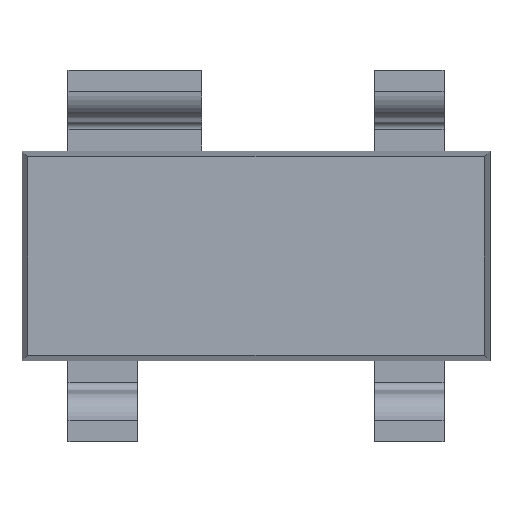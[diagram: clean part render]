
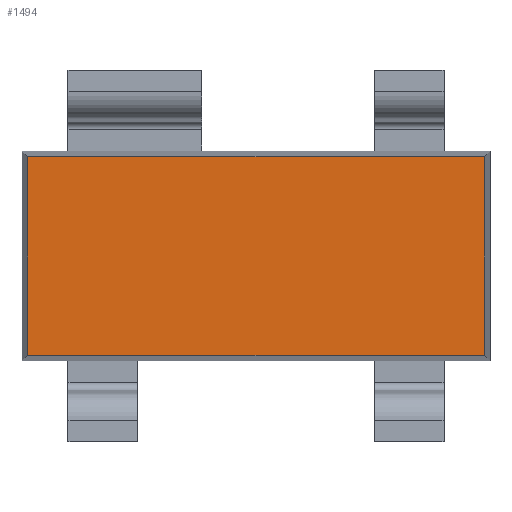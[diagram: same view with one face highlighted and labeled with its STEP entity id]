
A CAD part, front view. The second image highlights one B-rep face of the part: STEP entity #1494.
In plain terms, the highlighted planar face has unit normal (0, -1, 0).
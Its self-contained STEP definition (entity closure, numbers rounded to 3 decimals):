
#48 = LINE ( 'NONE', #1513, #2173 ) ;
#110 = ORIENTED_EDGE ( 'NONE', *, *, #519, .F. ) ;
#169 = EDGE_LOOP ( 'NONE', ( #982, #1332, #371, #110 ) ) ;
#294 = EDGE_CURVE ( 'NONE', #2497, #900, #48, .T. ) ;
#295 = CARTESIAN_POINT ( 'NONE',  ( -1.415, -0.4, 0.615 ) ) ;
#371 = ORIENTED_EDGE ( 'NONE', *, *, #2063, .F. ) ;
#422 = DIRECTION ( 'NONE',  ( 1., 0., 0. ) ) ;
#519 = EDGE_CURVE ( 'NONE', #2599, #2286, #1604, .T. ) ;
#900 = VERTEX_POINT ( 'NONE', #1272 ) ;
#982 = ORIENTED_EDGE ( 'NONE', *, *, #1649, .F. ) ;
#1065 = VECTOR ( 'NONE', #422, 1000. ) ;
#1136 = VECTOR ( 'NONE', #2559, 1000. ) ;
#1272 = CARTESIAN_POINT ( 'NONE',  ( -1.415, -0.4, -0.615 ) ) ;
#1332 = ORIENTED_EDGE ( 'NONE', *, *, #294, .F. ) ;
#1409 = LINE ( 'NONE', #2509, #2437 ) ;
#1494 = ADVANCED_FACE ( 'NONE', ( #1669 ), #1556, .F. ) ;
#1513 = CARTESIAN_POINT ( 'NONE',  ( 0., -0.4, -0.615 ) ) ;
#1556 = PLANE ( 'NONE',  #2370 ) ;
#1573 = LINE ( 'NONE', #2549, #1136 ) ;
#1604 = LINE ( 'NONE', #2637, #1065 ) ;
#1649 = EDGE_CURVE ( 'NONE', #900, #2599, #1409, .T. ) ;
#1669 = FACE_OUTER_BOUND ( 'NONE', #169, .T. ) ;
#1740 = DIRECTION ( 'NONE',  ( 0., 0., 1. ) ) ;
#1936 = DIRECTION ( 'NONE',  ( 0., 1., 0. ) ) ;
#1948 = CARTESIAN_POINT ( 'NONE',  ( 1.415, -0.4, 0.615 ) ) ;
#2063 = EDGE_CURVE ( 'NONE', #2286, #2497, #1573, .T. ) ;
#2065 = CARTESIAN_POINT ( 'NONE',  ( 1.415, -0.4, -0.615 ) ) ;
#2098 = DIRECTION ( 'NONE',  ( 0., 0., 1. ) ) ;
#2173 = VECTOR ( 'NONE', #2541, 1000. ) ;
#2286 = VERTEX_POINT ( 'NONE', #1948 ) ;
#2342 = CARTESIAN_POINT ( 'NONE',  ( 0., -0.4, 0. ) ) ;
#2370 = AXIS2_PLACEMENT_3D ( 'NONE', #2342, #1936, #1740 ) ;
#2437 = VECTOR ( 'NONE', #2098, 1000. ) ;
#2497 = VERTEX_POINT ( 'NONE', #2065 ) ;
#2509 = CARTESIAN_POINT ( 'NONE',  ( -1.415, -0.4, 0. ) ) ;
#2541 = DIRECTION ( 'NONE',  ( -1., 0., 0. ) ) ;
#2549 = CARTESIAN_POINT ( 'NONE',  ( 1.415, -0.4, 0. ) ) ;
#2559 = DIRECTION ( 'NONE',  ( 0., 0., -1. ) ) ;
#2599 = VERTEX_POINT ( 'NONE', #295 ) ;
#2637 = CARTESIAN_POINT ( 'NONE',  ( 0., -0.4, 0.615 ) ) ;
